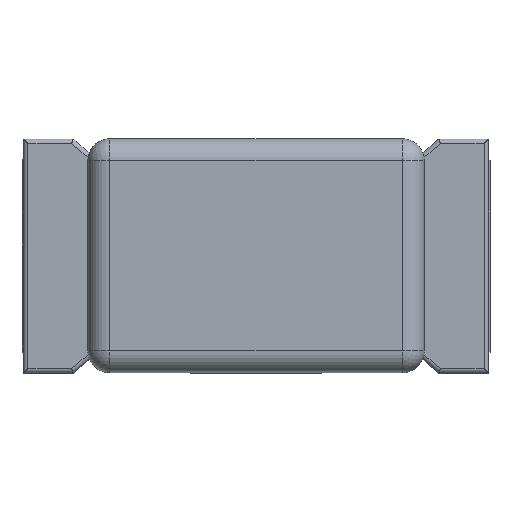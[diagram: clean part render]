
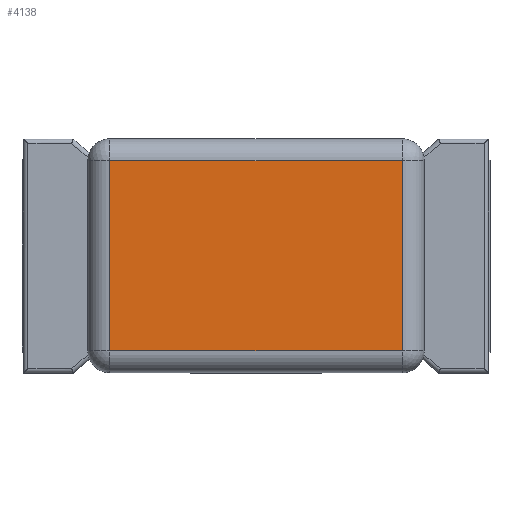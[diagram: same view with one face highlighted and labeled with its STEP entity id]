
A CAD part, top view. The second image highlights one B-rep face of the part: STEP entity #4138.
In plain terms, the highlighted planar face has unit normal (0, 0, 1).
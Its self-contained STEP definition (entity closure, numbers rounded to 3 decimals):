
#99=PLANE('',#4488);
#382=LINE('',#8815,#748);
#386=LINE('',#8828,#752);
#388=LINE('',#8831,#754);
#392=LINE('',#8837,#758);
#748=VECTOR('',#5245,10.);
#752=VECTOR('',#5261,10.);
#754=VECTOR('',#5265,10.);
#758=VECTOR('',#5273,10.);
#1172=FACE_OUTER_BOUND('',#1412,.T.);
#1412=EDGE_LOOP('',(#3468,#3469,#3470,#3471));
#1984=VERTEX_POINT('',#8786);
#1990=VERTEX_POINT('',#8804);
#1993=VERTEX_POINT('',#8811);
#1995=VERTEX_POINT('',#8819);
#2510=EDGE_CURVE('',#1984,#1993,#382,.T.);
#2517=EDGE_CURVE('',#1993,#1995,#386,.T.);
#2519=EDGE_CURVE('',#1995,#1990,#388,.T.);
#2523=EDGE_CURVE('',#1990,#1984,#392,.T.);
#3468=ORIENTED_EDGE('',*,*,#2510,.F.);
#3469=ORIENTED_EDGE('',*,*,#2523,.F.);
#3470=ORIENTED_EDGE('',*,*,#2519,.F.);
#3471=ORIENTED_EDGE('',*,*,#2517,.F.);
#4138=ADVANCED_FACE('',(#1172),#99,.T.);
#4488=AXIS2_PLACEMENT_3D('',#8852,#5295,#5296);
#5245=DIRECTION('',(1.,0.,0.));
#5261=DIRECTION('',(0.,-1.,0.));
#5265=DIRECTION('',(-1.,0.,0.));
#5273=DIRECTION('',(0.,1.,0.));
#5295=DIRECTION('center_axis',(0.,0.,1.));
#5296=DIRECTION('ref_axis',(1.,0.,0.));
#8786=CARTESIAN_POINT('',(-1.,0.65,2.));
#8804=CARTESIAN_POINT('',(-1.,-0.65,2.));
#8811=CARTESIAN_POINT('',(1.,0.65,2.));
#8815=CARTESIAN_POINT('',(0.575,0.65,2.));
#8819=CARTESIAN_POINT('',(1.,-0.65,2.));
#8828=CARTESIAN_POINT('',(1.,-0.4,2.));
#8831=CARTESIAN_POINT('',(-0.575,-0.65,2.));
#8837=CARTESIAN_POINT('',(-1.,0.4,2.));
#8852=CARTESIAN_POINT('Origin',(0.,0.,2.));
